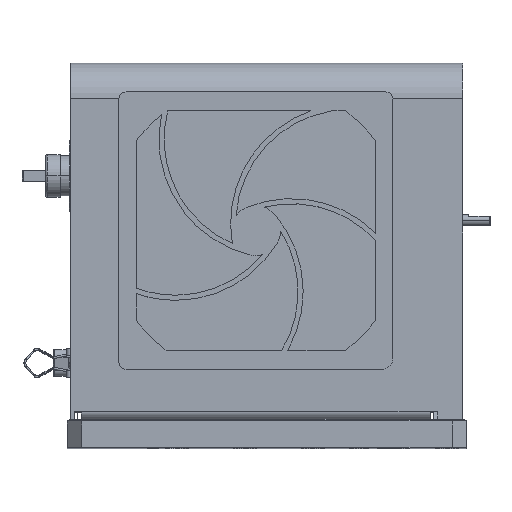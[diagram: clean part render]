
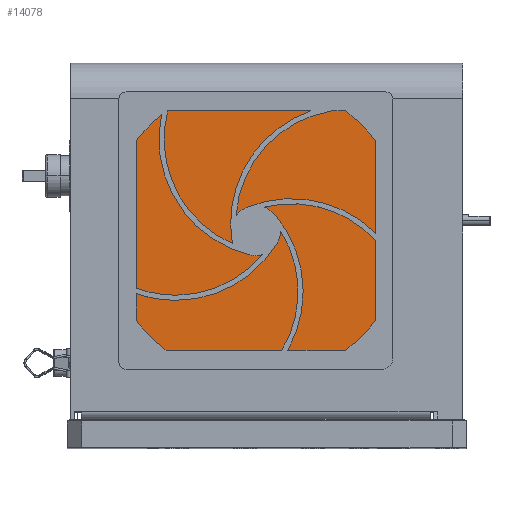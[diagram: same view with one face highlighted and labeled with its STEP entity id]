
A CAD part, top view. The second image highlights one B-rep face of the part: STEP entity #14078.
In plain terms, the highlighted planar face has unit normal (0, 0, 1).
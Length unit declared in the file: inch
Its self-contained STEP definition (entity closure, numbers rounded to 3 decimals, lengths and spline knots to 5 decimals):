
#175 = DIRECTION ( 'NONE',  ( 0., 0., 1. ) ) ;
#619 = VERTEX_POINT ( 'NONE', #17348 ) ;
#1385 = VECTOR ( 'NONE', #23598, 39.37008 ) ;
#3136 = PLANE ( 'NONE',  #30841 ) ;
#3368 = VECTOR ( 'NONE', #27674, 39.37008 ) ;
#3719 = LINE ( 'NONE', #9435, #31424 ) ;
#4087 = CARTESIAN_POINT ( 'NONE',  ( 5.557, 5.6855, 4.587 ) ) ;
#5107 = LINE ( 'NONE', #6217, #19394 ) ;
#6217 = CARTESIAN_POINT ( 'NONE',  ( 1.432, 6.0605, 4.587 ) ) ;
#8224 = ORIENTED_EDGE ( 'NONE', *, *, #17978, .F. ) ;
#8269 = ORIENTED_EDGE ( 'NONE', *, *, #19647, .F. ) ;
#8831 = LINE ( 'NONE', #38269, #16003 ) ;
#9173 = VECTOR ( 'NONE', #37474, 39.37008 ) ;
#9407 = EDGE_CURVE ( 'NONE', #18766, #28912, #14831, .T. ) ;
#9424 = CARTESIAN_POINT ( 'NONE',  ( 1.057, 1.9355, 4.587 ) ) ;
#9435 = CARTESIAN_POINT ( 'NONE',  ( 1.432, 1.5605, 4.587 ) ) ;
#10282 = CARTESIAN_POINT ( 'NONE',  ( 5.182, 1.5605, 4.587 ) ) ;
#11586 = EDGE_CURVE ( 'NONE', #12007, #31603, #5107, .T. ) ;
#11724 = ORIENTED_EDGE ( 'NONE', *, *, #24306, .F. ) ;
#12007 = VERTEX_POINT ( 'NONE', #26676 ) ;
#12957 = CARTESIAN_POINT ( 'NONE',  ( 5.182, 1.5605, 4.587 ) ) ;
#13040 = EDGE_CURVE ( 'NONE', #38054, #619, #17281, .T. ) ;
#14078 = ADVANCED_FACE ( 'NONE', ( #15168 ), #3136, .T. ) ;
#14831 = LINE ( 'NONE', #26672, #1385 ) ;
#14956 = VECTOR ( 'NONE', #21346, 39.37008 ) ;
#15091 = CARTESIAN_POINT ( 'NONE',  ( 5.182, 1.5605, 4.587 ) ) ;
#15168 = FACE_OUTER_BOUND ( 'NONE', #29846, .T. ) ;
#15284 = ORIENTED_EDGE ( 'NONE', *, *, #32839, .F. ) ;
#15389 = DIRECTION ( 'NONE',  ( 0.707, 0.707, 0. ) ) ;
#16003 = VECTOR ( 'NONE', #22896, 39.37008 ) ;
#16297 = ORIENTED_EDGE ( 'NONE', *, *, #33159, .F. ) ;
#16937 = VERTEX_POINT ( 'NONE', #22914 ) ;
#17281 = LINE ( 'NONE', #12957, #9173 ) ;
#17348 = CARTESIAN_POINT ( 'NONE',  ( 1.432, 1.5605, 4.587 ) ) ;
#17454 = CARTESIAN_POINT ( 'NONE',  ( 1.432, 6.0605, 4.587 ) ) ;
#17978 = EDGE_CURVE ( 'NONE', #619, #21179, #3719, .T. ) ;
#18465 = CARTESIAN_POINT ( 'NONE',  ( 5.557, 6.0605, 4.587 ) ) ;
#18766 = VERTEX_POINT ( 'NONE', #34910 ) ;
#18874 = CARTESIAN_POINT ( 'NONE',  ( 1.057, 1.9355, 4.587 ) ) ;
#19044 = LINE ( 'NONE', #29602, #34378 ) ;
#19394 = VECTOR ( 'NONE', #15389, 39.37008 ) ;
#19647 = EDGE_CURVE ( 'NONE', #21179, #12007, #35874, .T. ) ;
#20168 = ORIENTED_EDGE ( 'NONE', *, *, #11586, .F. ) ;
#21179 = VERTEX_POINT ( 'NONE', #18874 ) ;
#21346 = DIRECTION ( 'NONE',  ( -0.707, -0.707, 0. ) ) ;
#21495 = DIRECTION ( 'NONE',  ( 1., 0., 0. ) ) ;
#21531 = DIRECTION ( 'NONE',  ( -0.707, 0.707, 0. ) ) ;
#22896 = DIRECTION ( 'NONE',  ( 1., 0., 0. ) ) ;
#22914 = CARTESIAN_POINT ( 'NONE',  ( 5.557, 1.9355, 4.587 ) ) ;
#23046 = LINE ( 'NONE', #15091, #14956 ) ;
#23598 = DIRECTION ( 'NONE',  ( 0.707, -0.707, 0. ) ) ;
#24306 = EDGE_CURVE ( 'NONE', #28912, #16937, #19044, .T. ) ;
#26672 = CARTESIAN_POINT ( 'NONE',  ( 5.557, 5.6855, 4.587 ) ) ;
#26676 = CARTESIAN_POINT ( 'NONE',  ( 1.057, 5.6855, 4.587 ) ) ;
#27674 = DIRECTION ( 'NONE',  ( 0., 1., 0. ) ) ;
#28912 = VERTEX_POINT ( 'NONE', #4087 ) ;
#29602 = CARTESIAN_POINT ( 'NONE',  ( 5.557, 1.9355, 4.587 ) ) ;
#29846 = EDGE_LOOP ( 'NONE', ( #11724, #34714, #16297, #20168, #8269, #8224, #29998, #15284 ) ) ;
#29998 = ORIENTED_EDGE ( 'NONE', *, *, #13040, .F. ) ;
#30841 = AXIS2_PLACEMENT_3D ( 'NONE', #18465, #175, #21495 ) ;
#31424 = VECTOR ( 'NONE', #21531, 39.37008 ) ;
#31603 = VERTEX_POINT ( 'NONE', #17454 ) ;
#32641 = DIRECTION ( 'NONE',  ( 0., -1., 0. ) ) ;
#32839 = EDGE_CURVE ( 'NONE', #16937, #38054, #23046, .T. ) ;
#33159 = EDGE_CURVE ( 'NONE', #31603, #18766, #8831, .T. ) ;
#34378 = VECTOR ( 'NONE', #32641, 39.37008 ) ;
#34714 = ORIENTED_EDGE ( 'NONE', *, *, #9407, .F. ) ;
#34910 = CARTESIAN_POINT ( 'NONE',  ( 5.182, 6.0605, 4.587 ) ) ;
#35874 = LINE ( 'NONE', #9424, #3368 ) ;
#37474 = DIRECTION ( 'NONE',  ( -1., 0., 0. ) ) ;
#38054 = VERTEX_POINT ( 'NONE', #10282 ) ;
#38269 = CARTESIAN_POINT ( 'NONE',  ( 5.182, 6.0605, 4.587 ) ) ;
